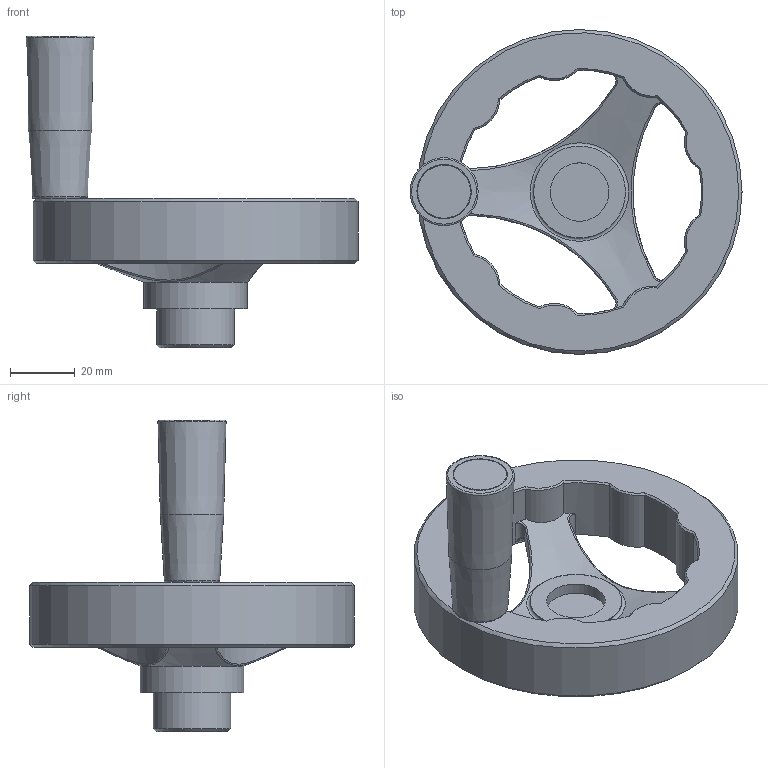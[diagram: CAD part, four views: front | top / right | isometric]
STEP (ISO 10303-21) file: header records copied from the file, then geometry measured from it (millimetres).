
FILE_DESCRIPTION( ( 'Unknown' ), '1' );
FILE_NAME( '6361005_V3RA100_MRE.stp', 'Unknown', ( 'Unknown' ), ( 'Unknown' ), 'PSStep 11.0', 'Unknown', ' ' );
FILE_SCHEMA( ( 'AUTOMOTIVE_DESIGN { 1 0 10303 214 1 1 1 1 }' ) );
Length unit declared in the file: millimetre
Products named in the file (2): 6361005
Bounding box: 102.18 x 100 x 96 mm (x, y, z)
Volume: 87994.4 mm3; surface area: 40912 mm2
Topology: 2 solids, 6 shells, 253 faces, 678 edges, 422 vertices
Faces by surface type: plane 100, cylinder 71, cone 45, bspline 25, torus 11, sphere 1
Full cylindrical faces by diameter (mm): 3.2 x2, 3.242 x1, 3.5 x1, 4 x2, 4.5 x1, 6 x1, 6.2 x1, 7.2 x1, 7.3 x1, 8 x1, 9 x1, 10 x1, 10.5 x1, 12.85 x1, 16.7 x1, 18 x1, 24 x2, 28.282 x1, 31.81 x1, 100 x1
Entity records: 16983 total; most frequent: CARTESIAN_POINT 9102, ORIENTED_EDGE 1208, DIRECTION 1180, EDGE_CURVE 604, AXIS2_PLACEMENT_3D 487, VERTEX_POINT 402, EDGE_LOOP 321, FACE_OUTER_BOUND 282
